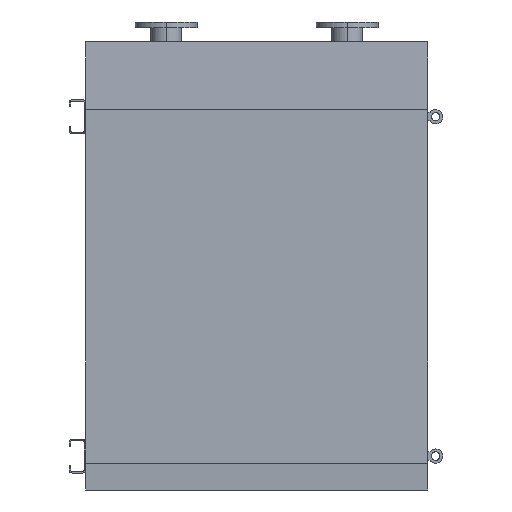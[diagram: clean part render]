
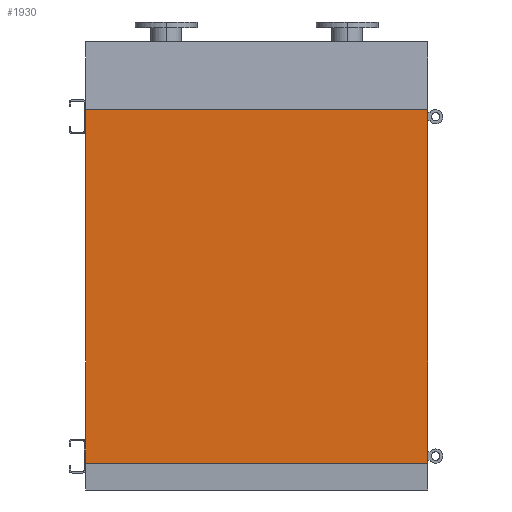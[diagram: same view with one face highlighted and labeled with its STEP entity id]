
A CAD part, front view. The second image highlights one B-rep face of the part: STEP entity #1930.
In plain terms, the highlighted planar face has unit normal (0, -1, 0).
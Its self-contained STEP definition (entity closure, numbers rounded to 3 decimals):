
#51 = ORIENTED_EDGE ( 'NONE', *, *, #2968, .T. ) ;
#84 = VECTOR ( 'NONE', #1975, 1000. ) ;
#529 = ORIENTED_EDGE ( 'NONE', *, *, #862, .F. ) ;
#622 = LINE ( 'NONE', #5100, #84 ) ;
#814 = FACE_OUTER_BOUND ( 'NONE', #1549, .T. ) ;
#862 = EDGE_CURVE ( 'NONE', #3949, #3529, #5769, .T. ) ;
#947 = VERTEX_POINT ( 'NONE', #3549 ) ;
#1014 = LINE ( 'NONE', #2750, #3306 ) ;
#1051 = VECTOR ( 'NONE', #5527, 1000. ) ;
#1549 = EDGE_LOOP ( 'NONE', ( #2318, #529, #6613, #51 ) ) ;
#1770 = CARTESIAN_POINT ( 'NONE',  ( -605., 0., 0. ) ) ;
#1837 = VERTEX_POINT ( 'NONE', #7169 ) ;
#1894 = EDGE_CURVE ( 'NONE', #3949, #1837, #6689, .T. ) ;
#1930 = ADVANCED_FACE ( 'NONE', ( #814 ), #5291, .T. ) ;
#1975 = DIRECTION ( 'NONE',  ( 1., 0., 0. ) ) ;
#2318 = ORIENTED_EDGE ( 'NONE', *, *, #3839, .F. ) ;
#2511 = CARTESIAN_POINT ( 'NONE',  ( -605., 0., -1250. ) ) ;
#2711 = CARTESIAN_POINT ( 'NONE',  ( -605., 0., -1250. ) ) ;
#2750 = CARTESIAN_POINT ( 'NONE',  ( 605., 0., -1250. ) ) ;
#2968 = EDGE_CURVE ( 'NONE', #1837, #947, #1014, .T. ) ;
#3283 = VECTOR ( 'NONE', #3510, 1000. ) ;
#3306 = VECTOR ( 'NONE', #6079, 1000. ) ;
#3510 = DIRECTION ( 'NONE',  ( 0., 0., 1. ) ) ;
#3529 = VERTEX_POINT ( 'NONE', #1770 ) ;
#3549 = CARTESIAN_POINT ( 'NONE',  ( 605., 0., 0. ) ) ;
#3839 = EDGE_CURVE ( 'NONE', #3529, #947, #622, .T. ) ;
#3949 = VERTEX_POINT ( 'NONE', #6536 ) ;
#4637 = CARTESIAN_POINT ( 'NONE',  ( -605., 0., -1250. ) ) ;
#4748 = DIRECTION ( 'NONE',  ( 0., 0., -1. ) ) ;
#5100 = CARTESIAN_POINT ( 'NONE',  ( -605., 0., 0. ) ) ;
#5291 = PLANE ( 'NONE',  #5741 ) ;
#5527 = DIRECTION ( 'NONE',  ( 1., 0., 0. ) ) ;
#5741 = AXIS2_PLACEMENT_3D ( 'NONE', #2511, #5881, #4748 ) ;
#5769 = LINE ( 'NONE', #4637, #3283 ) ;
#5881 = DIRECTION ( 'NONE',  ( 0., -1., 0. ) ) ;
#6079 = DIRECTION ( 'NONE',  ( 0., 0., 1. ) ) ;
#6536 = CARTESIAN_POINT ( 'NONE',  ( -605., 0., -1250. ) ) ;
#6613 = ORIENTED_EDGE ( 'NONE', *, *, #1894, .T. ) ;
#6689 = LINE ( 'NONE', #2711, #1051 ) ;
#7169 = CARTESIAN_POINT ( 'NONE',  ( 605., 0., -1250. ) ) ;
